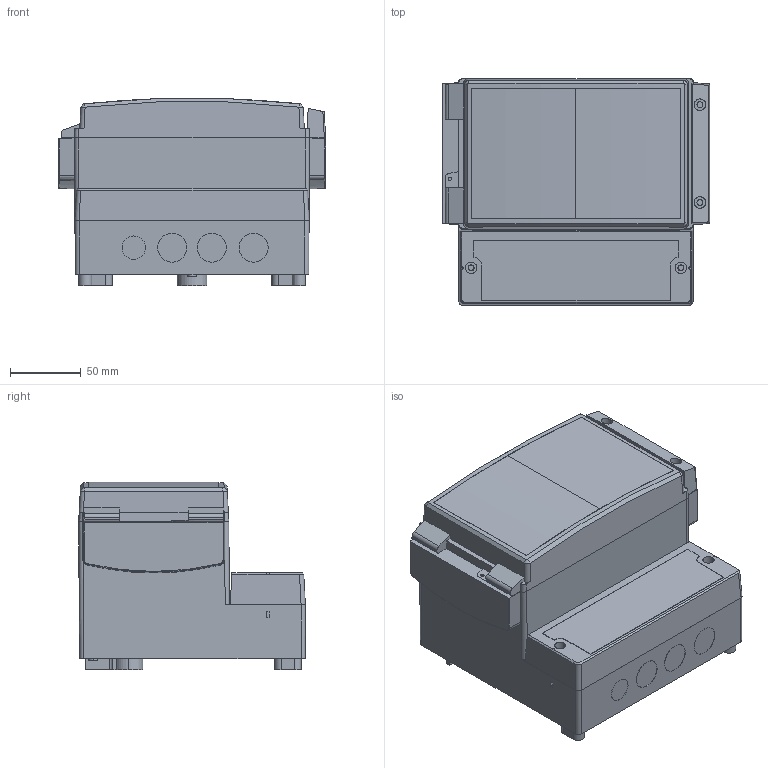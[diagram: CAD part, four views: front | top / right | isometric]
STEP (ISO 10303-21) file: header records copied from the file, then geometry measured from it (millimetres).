
FILE_DESCRIPTION (( 'STEP AP214' ), '1' );
FILE_NAME ('7585165_FIBOX_CM17_16_3.STEP', '2022-11-07T08:04:46', ( 'fiboxadmin' ), ( '' ), 'SwSTEP 2.0', 'SolidWorks 2021', '' );
FILE_SCHEMA (( 'AUTOMOTIVE_DESIGN' ));
Length unit declared in the file: millimetre
Products named in the file (4): FIBOX_CM1716-3TC; FIBOX_CM1716-30B; FIBOX_CM1716-3C; 7585165_FIBOX_CM17_16_3
Assembly tree (3 placements, depth 2):
  7585165_FIBOX_CM17_16_3
    FIBOX_CM1716-30B
    FIBOX_CM1716-3C
    FIBOX_CM1716-3TC
Bounding box: 188.6 x 160 x 132.6 mm (x, y, z)
Volume: 558266.5 mm3; surface area: 292981.9 mm2
Topology: 3 solids, 3 shells, 750 faces, 1955 edges, 1290 vertices
Faces by surface type: plane 506, cylinder 205, cone 22, bspline 10, torus 7
Entity records: 23226 total; most frequent: CARTESIAN_POINT 4391, ORIENTED_EDGE 3910, DIRECTION 3797, EDGE_CURVE 1955, LINE 1433, VECTOR 1433, VERTEX_POINT 1290, AXIS2_PLACEMENT_3D 1182
